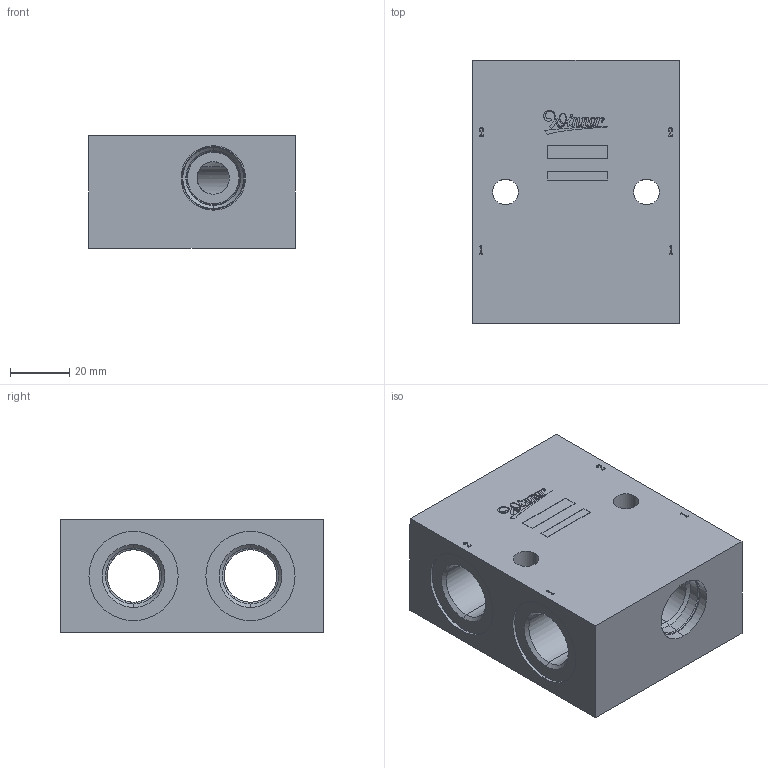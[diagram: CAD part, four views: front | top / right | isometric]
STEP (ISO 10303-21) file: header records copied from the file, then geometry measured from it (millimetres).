
FILE_DESCRIPTION (( 'STEP AP203' ), '1' );
FILE_NAME ('ML-60-RDH-10A2-10A2-G04-Z01.STEP', '2026-02-26T05:16:11', ( '' ), ( '' ), 'SwSTEP 2.0', 'SolidWorks 2018', '' );
FILE_SCHEMA (( 'CONFIG_CONTROL_DESIGN' ));
Length unit declared in the file: millimetre
Products named in the file (1): ML-60-RDH-10A2-10A2-G04-Z01
Bounding box: 70 x 89 x 38.1 mm (x, y, z)
Volume: 172638.3 mm3; surface area: 36700.9 mm2
Topology: 1 solids, 1 shells, 382 faces, 1057 edges, 690 vertices
Faces by surface type: cylinder 189, plane 101, bspline 58, cone 30, torus 4
Entity records: 14358 total; most frequent: CARTESIAN_POINT 4570, ORIENTED_EDGE 2114, DIRECTION 1963, EDGE_CURVE 1057, AXIS2_PLACEMENT_3D 723, VERTEX_POINT 690, LINE 517, VECTOR 517
